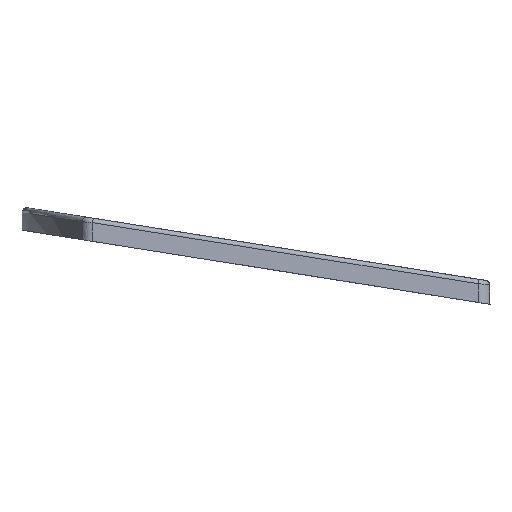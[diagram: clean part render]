
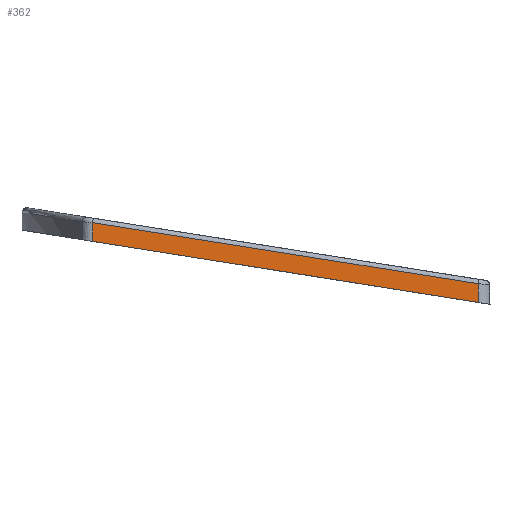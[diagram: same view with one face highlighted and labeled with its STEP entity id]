
A CAD part, left-side view. The second image highlights one B-rep face of the part: STEP entity #362.
In plain terms, the highlighted planar face has unit normal (-1, -0.003, 0.017).
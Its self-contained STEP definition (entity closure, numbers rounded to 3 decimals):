
#21 = CARTESIAN_POINT ( 'NONE',  ( -34.742, 41.194, -7.114 ) ) ;
#27 = PLANE ( 'NONE',  #520 ) ;
#362 = ADVANCED_FACE ( 'NONE', ( #933 ), #27, .T. ) ;
#498 = DIRECTION ( 'NONE',  ( -1., -0.003, 0.017 ) ) ;
#520 = AXIS2_PLACEMENT_3D ( 'NONE', #21, #498, #2043 ) ;
#653 = EDGE_CURVE ( 'NONE', #902, #982, #2111, .T. ) ;
#679 = EDGE_CURVE ( 'NONE', #1633, #926, #2087, .T. ) ;
#701 = EDGE_CURVE ( 'NONE', #902, #1633, #2096, .T. ) ;
#720 = EDGE_CURVE ( 'NONE', #982, #926, #2134, .T. ) ;
#902 = VERTEX_POINT ( 'NONE', #4508 ) ;
#926 = VERTEX_POINT ( 'NONE', #4517 ) ;
#933 = FACE_OUTER_BOUND ( 'NONE', #1568, .T. ) ;
#982 = VERTEX_POINT ( 'NONE', #4532 ) ;
#1388 = ORIENTED_EDGE ( 'NONE', *, *, #720, .T. ) ;
#1409 = ORIENTED_EDGE ( 'NONE', *, *, #653, .T. ) ;
#1516 = ORIENTED_EDGE ( 'NONE', *, *, #679, .F. ) ;
#1549 = ORIENTED_EDGE ( 'NONE', *, *, #701, .F. ) ;
#1568 = EDGE_LOOP ( 'NONE', ( #1549, #1409, #1388, #1516 ) ) ;
#1633 = VERTEX_POINT ( 'NONE', #2160 ) ;
#2043 = DIRECTION ( 'NONE',  ( 0.017, 0., 1. ) ) ;
#2087 = LINE ( 'NONE', #4214, #2106 ) ;
#2096 = LINE ( 'NONE', #4313, #2179 ) ;
#2106 = VECTOR ( 'NONE', #4219, 1000. ) ;
#2110 = VECTOR ( 'NONE', #4091, 1000. ) ;
#2111 = LINE ( 'NONE', #4089, #2110 ) ;
#2134 = LINE ( 'NONE', #4390, #2206 ) ;
#2160 = CARTESIAN_POINT ( 'NONE',  ( -34.759, 38.809, -8.504 ) ) ;
#2179 = VECTOR ( 'NONE', #4314, 1000. ) ;
#2206 = VECTOR ( 'NONE', #4391, 1000. ) ;
#4089 = CARTESIAN_POINT ( 'NONE',  ( -34.872, 21.868, -17.715 ) ) ;
#4091 = DIRECTION ( 'NONE',  ( 0.017, 0.017, 1. ) ) ;
#4214 = CARTESIAN_POINT ( 'NONE',  ( -34.745, 38.817, -7.689 ) ) ;
#4219 = DIRECTION ( 'NONE',  ( 0.017, 0.009, 1. ) ) ;
#4313 = CARTESIAN_POINT ( 'NONE',  ( -34.759, 41.351, -8.101 ) ) ;
#4314 = DIRECTION ( 'NONE',  ( 0., 0.988, 0.156 ) ) ;
#4390 = CARTESIAN_POINT ( 'NONE',  ( -34.745, 21.996, -10.353 ) ) ;
#4391 = DIRECTION ( 'NONE',  ( 0., 0.988, 0.156 ) ) ;
#4508 = CARTESIAN_POINT ( 'NONE',  ( -34.759, 21.982, -11.169 ) ) ;
#4517 = CARTESIAN_POINT ( 'NONE',  ( -34.745, 38.817, -7.689 ) ) ;
#4532 = CARTESIAN_POINT ( 'NONE',  ( -34.745, 21.996, -10.353 ) ) ;
